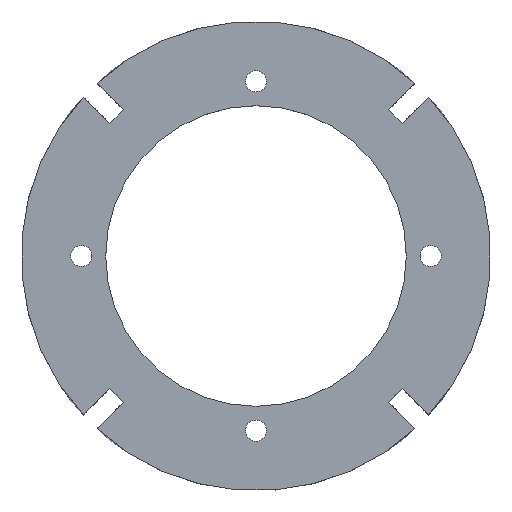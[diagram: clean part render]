
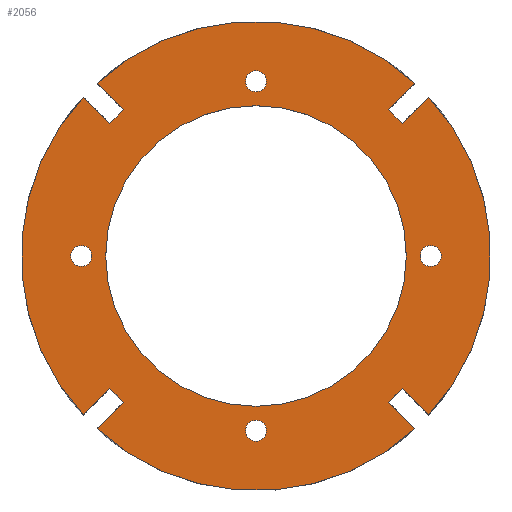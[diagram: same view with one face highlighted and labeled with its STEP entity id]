
A CAD part, top view. The second image highlights one B-rep face of the part: STEP entity #2056.
In plain terms, the highlighted planar face has unit normal (0, 0, 1).
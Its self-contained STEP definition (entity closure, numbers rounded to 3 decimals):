
#62=FACE_BOUND('',#662,.T.);
#63=FACE_BOUND('',#663,.T.);
#64=FACE_BOUND('',#664,.T.);
#65=FACE_BOUND('',#665,.T.);
#66=FACE_BOUND('',#666,.T.);
#90=PLANE('',#2322);
#141=LINE('',#4324,#242);
#144=LINE('',#4331,#245);
#152=LINE('',#4433,#253);
#155=LINE('',#4440,#256);
#161=LINE('',#4539,#262);
#181=LINE('',#4670,#282);
#183=LINE('',#4674,#284);
#185=LINE('',#4677,#286);
#186=LINE('',#4679,#287);
#187=LINE('',#4680,#288);
#188=LINE('',#4682,#289);
#189=LINE('',#4683,#290);
#242=VECTOR('',#2697,10.);
#245=VECTOR('',#2704,10.);
#253=VECTOR('',#2756,10.);
#256=VECTOR('',#2763,10.);
#262=VECTOR('',#2813,10.);
#282=VECTOR('',#2905,10.);
#284=VECTOR('',#2909,10.);
#286=VECTOR('',#2913,10.);
#287=VECTOR('',#2916,10.);
#288=VECTOR('',#2917,10.);
#289=VECTOR('',#2918,10.);
#290=VECTOR('',#2919,10.);
#503=FACE_OUTER_BOUND('',#661,.T.);
#661=EDGE_LOOP('',(#1859,#1860,#1861,#1862,#1863,#1864,#1865,#1866,#1867,
#1868,#1869,#1870,#1871,#1872,#1873,#1874));
#662=EDGE_LOOP('',(#1875));
#663=EDGE_LOOP('',(#1876));
#664=EDGE_LOOP('',(#1877));
#665=EDGE_LOOP('',(#1878));
#666=EDGE_LOOP('',(#1879));
#723=CIRCLE('',#2088,62.5);
#731=CIRCLE('',#2100,62.5);
#739=CIRCLE('',#2112,62.5);
#747=CIRCLE('',#2124,62.5);
#839=CIRCLE('',#2323,2.8);
#840=CIRCLE('',#2324,2.8);
#841=CIRCLE('',#2325,40.);
#842=CIRCLE('',#2326,2.8);
#843=CIRCLE('',#2327,2.8);
#852=VERTEX_POINT('',#3139);
#853=VERTEX_POINT('',#3141);
#866=VERTEX_POINT('',#3375);
#867=VERTEX_POINT('',#3377);
#880=VERTEX_POINT('',#3604);
#881=VERTEX_POINT('',#3606);
#894=VERTEX_POINT('',#3833);
#895=VERTEX_POINT('',#3835);
#972=VERTEX_POINT('',#4322);
#974=VERTEX_POINT('',#4330);
#986=VERTEX_POINT('',#4431);
#988=VERTEX_POINT('',#4439);
#999=VERTEX_POINT('',#4538);
#1014=VERTEX_POINT('',#4669);
#1015=VERTEX_POINT('',#4673);
#1016=VERTEX_POINT('',#4681);
#1017=VERTEX_POINT('',#4684);
#1018=VERTEX_POINT('',#4686);
#1019=VERTEX_POINT('',#4688);
#1020=VERTEX_POINT('',#4690);
#1021=VERTEX_POINT('',#4692);
#1033=EDGE_CURVE('',#853,#852,#723,.T.);
#1051=EDGE_CURVE('',#867,#866,#731,.T.);
#1069=EDGE_CURVE('',#881,#880,#739,.T.);
#1087=EDGE_CURVE('',#895,#894,#747,.T.);
#1213=EDGE_CURVE('',#866,#972,#141,.T.);
#1216=EDGE_CURVE('',#974,#881,#144,.T.);
#1240=EDGE_CURVE('',#880,#986,#152,.T.);
#1243=EDGE_CURVE('',#988,#895,#155,.T.);
#1265=EDGE_CURVE('',#999,#853,#161,.T.);
#1301=EDGE_CURVE('',#1014,#867,#181,.T.);
#1303=EDGE_CURVE('',#1015,#1014,#183,.T.);
#1305=EDGE_CURVE('',#852,#1015,#185,.T.);
#1306=EDGE_CURVE('',#972,#974,#186,.T.);
#1307=EDGE_CURVE('',#986,#988,#187,.T.);
#1308=EDGE_CURVE('',#894,#1016,#188,.T.);
#1309=EDGE_CURVE('',#1016,#999,#189,.T.);
#1310=EDGE_CURVE('',#1017,#1017,#839,.T.);
#1311=EDGE_CURVE('',#1018,#1018,#840,.T.);
#1312=EDGE_CURVE('',#1019,#1019,#841,.T.);
#1313=EDGE_CURVE('',#1020,#1020,#842,.T.);
#1314=EDGE_CURVE('',#1021,#1021,#843,.T.);
#1859=ORIENTED_EDGE('',*,*,#1305,.T.);
#1860=ORIENTED_EDGE('',*,*,#1303,.T.);
#1861=ORIENTED_EDGE('',*,*,#1301,.T.);
#1862=ORIENTED_EDGE('',*,*,#1051,.T.);
#1863=ORIENTED_EDGE('',*,*,#1213,.T.);
#1864=ORIENTED_EDGE('',*,*,#1306,.T.);
#1865=ORIENTED_EDGE('',*,*,#1216,.T.);
#1866=ORIENTED_EDGE('',*,*,#1069,.T.);
#1867=ORIENTED_EDGE('',*,*,#1240,.T.);
#1868=ORIENTED_EDGE('',*,*,#1307,.T.);
#1869=ORIENTED_EDGE('',*,*,#1243,.T.);
#1870=ORIENTED_EDGE('',*,*,#1087,.T.);
#1871=ORIENTED_EDGE('',*,*,#1308,.T.);
#1872=ORIENTED_EDGE('',*,*,#1309,.T.);
#1873=ORIENTED_EDGE('',*,*,#1265,.T.);
#1874=ORIENTED_EDGE('',*,*,#1033,.T.);
#1875=ORIENTED_EDGE('',*,*,#1310,.T.);
#1876=ORIENTED_EDGE('',*,*,#1311,.T.);
#1877=ORIENTED_EDGE('',*,*,#1312,.T.);
#1878=ORIENTED_EDGE('',*,*,#1313,.T.);
#1879=ORIENTED_EDGE('',*,*,#1314,.T.);
#2056=ADVANCED_FACE('',(#503,#62,#63,#64,#65,#66),#90,.T.);
#2088=AXIS2_PLACEMENT_3D('',#3142,#2356,#2357);
#2100=AXIS2_PLACEMENT_3D('',#3378,#2382,#2383);
#2112=AXIS2_PLACEMENT_3D('',#3607,#2408,#2409);
#2124=AXIS2_PLACEMENT_3D('',#3836,#2434,#2435);
#2322=AXIS2_PLACEMENT_3D('',#4678,#2914,#2915);
#2323=AXIS2_PLACEMENT_3D('',#4685,#2920,#2921);
#2324=AXIS2_PLACEMENT_3D('',#4687,#2922,#2923);
#2325=AXIS2_PLACEMENT_3D('',#4689,#2924,#2925);
#2326=AXIS2_PLACEMENT_3D('',#4691,#2926,#2927);
#2327=AXIS2_PLACEMENT_3D('',#4693,#2928,#2929);
#2356=DIRECTION('center_axis',(0.,0.,1.));
#2357=DIRECTION('ref_axis',(1.,0.,0.));
#2382=DIRECTION('center_axis',(0.,0.,1.));
#2383=DIRECTION('ref_axis',(1.,0.,0.));
#2408=DIRECTION('center_axis',(0.,0.,1.));
#2409=DIRECTION('ref_axis',(1.,0.,0.));
#2434=DIRECTION('center_axis',(0.,0.,1.));
#2435=DIRECTION('ref_axis',(1.,0.,0.));
#2697=DIRECTION('',(0.707,-0.707,0.));
#2704=DIRECTION('',(-0.707,0.707,0.));
#2756=DIRECTION('',(0.707,0.707,0.));
#2763=DIRECTION('',(-0.707,-0.707,0.));
#2813=DIRECTION('',(0.707,-0.707,0.));
#2905=DIRECTION('',(0.707,0.707,0.));
#2909=DIRECTION('',(-0.707,0.707,0.));
#2913=DIRECTION('',(-0.707,-0.707,0.));
#2914=DIRECTION('center_axis',(0.,0.,1.));
#2915=DIRECTION('ref_axis',(1.,0.,0.));
#2916=DIRECTION('',(-0.707,-0.707,0.));
#2917=DIRECTION('',(0.707,-0.707,0.));
#2918=DIRECTION('',(-0.707,0.707,0.));
#2919=DIRECTION('',(0.707,0.707,0.));
#2920=DIRECTION('center_axis',(0.,0.,-1.));
#2921=DIRECTION('ref_axis',(1.,0.,0.));
#2922=DIRECTION('center_axis',(0.,0.,-1.));
#2923=DIRECTION('ref_axis',(1.,0.,0.));
#2924=DIRECTION('center_axis',(0.,0.,-1.));
#2925=DIRECTION('ref_axis',(1.,0.,0.));
#2926=DIRECTION('center_axis',(0.,0.,-1.));
#2927=DIRECTION('ref_axis',(1.,0.,0.));
#2928=DIRECTION('center_axis',(0.,0.,-1.));
#2929=DIRECTION('ref_axis',(1.,0.,0.));
#3139=CARTESIAN_POINT('',(45.994,42.317,4.));
#3141=CARTESIAN_POINT('',(45.994,-42.317,4.));
#3142=CARTESIAN_POINT('Origin',(0.,0.,4.));
#3375=CARTESIAN_POINT('',(-42.317,45.994,4.));
#3377=CARTESIAN_POINT('',(42.317,45.994,4.));
#3378=CARTESIAN_POINT('Origin',(0.,0.,4.));
#3604=CARTESIAN_POINT('',(-45.994,-42.317,4.));
#3606=CARTESIAN_POINT('',(-45.994,42.317,4.));
#3607=CARTESIAN_POINT('Origin',(0.,0.,4.));
#3833=CARTESIAN_POINT('',(42.317,-45.994,4.));
#3835=CARTESIAN_POINT('',(-42.317,-45.994,4.));
#3836=CARTESIAN_POINT('Origin',(0.,0.,4.));
#4322=CARTESIAN_POINT('',(-35.285,38.962,4.));
#4324=CARTESIAN_POINT('',(-20.239,23.916,4.));
#4330=CARTESIAN_POINT('',(-38.962,35.285,4.));
#4331=CARTESIAN_POINT('',(-20.4,16.723,4.));
#4431=CARTESIAN_POINT('',(-38.962,-35.285,4.));
#4433=CARTESIAN_POINT('',(-23.916,-20.239,4.));
#4439=CARTESIAN_POINT('',(-35.285,-38.962,4.));
#4440=CARTESIAN_POINT('',(-16.723,-20.4,4.));
#4538=CARTESIAN_POINT('',(38.962,-35.285,4.));
#4539=CARTESIAN_POINT('',(20.4,-16.723,4.));
#4669=CARTESIAN_POINT('',(35.285,38.962,4.));
#4670=CARTESIAN_POINT('',(16.723,20.4,4.));
#4673=CARTESIAN_POINT('',(38.962,35.285,4.));
#4674=CARTESIAN_POINT('',(38.042,36.204,4.));
#4677=CARTESIAN_POINT('',(23.916,20.239,4.));
#4678=CARTESIAN_POINT('Origin',(0.,0.,4.));
#4679=CARTESIAN_POINT('',(-36.204,38.042,4.));
#4680=CARTESIAN_POINT('',(-38.042,-36.204,4.));
#4681=CARTESIAN_POINT('',(35.285,-38.962,4.));
#4682=CARTESIAN_POINT('',(20.239,-23.916,4.));
#4683=CARTESIAN_POINT('',(36.204,-38.042,4.));
#4684=CARTESIAN_POINT('',(-2.8,-46.5,4.));
#4685=CARTESIAN_POINT('Origin',(0.,-46.5,4.));
#4686=CARTESIAN_POINT('',(-49.3,0.,4.));
#4687=CARTESIAN_POINT('Origin',(-46.5,0.,4.));
#4688=CARTESIAN_POINT('',(-40.,0.,4.));
#4689=CARTESIAN_POINT('Origin',(0.,0.,4.));
#4690=CARTESIAN_POINT('',(-2.8,46.5,4.));
#4691=CARTESIAN_POINT('Origin',(0.,46.5,4.));
#4692=CARTESIAN_POINT('',(43.7,0.,4.));
#4693=CARTESIAN_POINT('Origin',(46.5,0.,4.));
